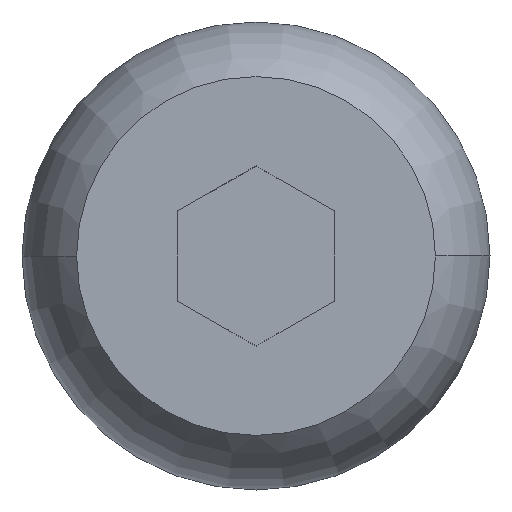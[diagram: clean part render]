
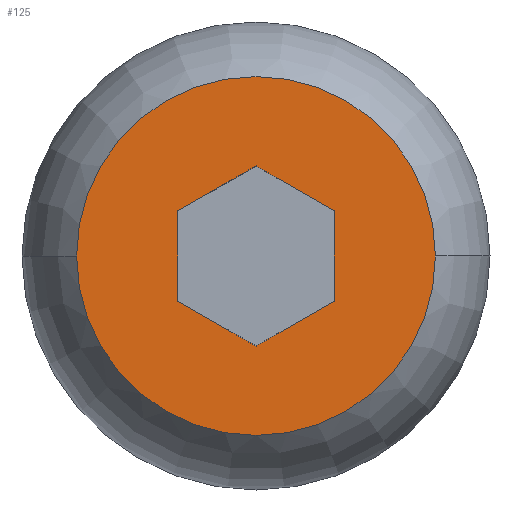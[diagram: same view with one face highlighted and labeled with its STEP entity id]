
A CAD part, left-side view. The second image highlights one B-rep face of the part: STEP entity #125.
In plain terms, the highlighted planar face has unit normal (-1, 0, 0).
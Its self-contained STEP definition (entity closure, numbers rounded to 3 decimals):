
#9 = CARTESIAN_POINT ( 'NONE',  ( 0., 0., -1.443 ) ) ;
#14 = ORIENTED_EDGE ( 'NONE', *, *, #669, .F. ) ;
#19 = CARTESIAN_POINT ( 'NONE',  ( 0., 0., -1.443 ) ) ;
#23 = DIRECTION ( 'NONE',  ( 0., 0.866, -0.5 ) ) ;
#27 = LINE ( 'NONE', #78, #560 ) ;
#40 = CARTESIAN_POINT ( 'NONE',  ( 0., 0., 0. ) ) ;
#56 = CARTESIAN_POINT ( 'NONE',  ( 0., -1.25, -0.722 ) ) ;
#65 = EDGE_LOOP ( 'NONE', ( #122, #390, #176, #397, #223, #529 ) ) ;
#78 = CARTESIAN_POINT ( 'NONE',  ( 0., 0., 1.443 ) ) ;
#89 = PLANE ( 'NONE',  #623 ) ;
#95 = DIRECTION ( 'NONE',  ( -1., 0., 0. ) ) ;
#114 = LINE ( 'NONE', #419, #274 ) ;
#116 = VERTEX_POINT ( 'NONE', #9 ) ;
#122 = ORIENTED_EDGE ( 'NONE', *, *, #628, .F. ) ;
#125 = ADVANCED_FACE ( 'NONE', ( #596, #646 ), #89, .T. ) ;
#158 = LINE ( 'NONE', #577, #585 ) ;
#164 = VECTOR ( 'NONE', #234, 1000. ) ;
#176 = ORIENTED_EDGE ( 'NONE', *, *, #600, .F. ) ;
#177 = CARTESIAN_POINT ( 'NONE',  ( 0., -1.25, 0.722 ) ) ;
#186 = LINE ( 'NONE', #437, #206 ) ;
#206 = VECTOR ( 'NONE', #382, 1000. ) ;
#223 = ORIENTED_EDGE ( 'NONE', *, *, #528, .F. ) ;
#227 = VERTEX_POINT ( 'NONE', #304 ) ;
#234 = DIRECTION ( 'NONE',  ( 0., -0.866, -0.5 ) ) ;
#258 = DIRECTION ( 'NONE',  ( 0., -1., 0. ) ) ;
#267 = CIRCLE ( 'NONE', #598, 2.875 ) ;
#274 = VECTOR ( 'NONE', #321, 1000. ) ;
#278 = VERTEX_POINT ( 'NONE', #524 ) ;
#287 = CIRCLE ( 'NONE', #459, 2.875 ) ;
#304 = CARTESIAN_POINT ( 'NONE',  ( 0., 1.25, -0.722 ) ) ;
#305 = VERTEX_POINT ( 'NONE', #56 ) ;
#316 = EDGE_LOOP ( 'NONE', ( #14, #423 ) ) ;
#321 = DIRECTION ( 'NONE',  ( 0., 0., -1. ) ) ;
#330 = VERTEX_POINT ( 'NONE', #572 ) ;
#331 = DIRECTION ( 'NONE',  ( 1., 0., 0. ) ) ;
#336 = DIRECTION ( 'NONE',  ( 0., 1., 0. ) ) ;
#374 = CARTESIAN_POINT ( 'NONE',  ( 0., -2.875, 0. ) ) ;
#382 = DIRECTION ( 'NONE',  ( 0., 0., 1. ) ) ;
#383 = EDGE_CURVE ( 'NONE', #629, #330, #158, .T. ) ;
#388 = EDGE_CURVE ( 'NONE', #278, #227, #114, .T. ) ;
#390 = ORIENTED_EDGE ( 'NONE', *, *, #383, .F. ) ;
#393 = CARTESIAN_POINT ( 'NONE',  ( 0., 1.25, -0.722 ) ) ;
#397 = ORIENTED_EDGE ( 'NONE', *, *, #478, .F. ) ;
#419 = CARTESIAN_POINT ( 'NONE',  ( 0., 1.25, 0.722 ) ) ;
#423 = ORIENTED_EDGE ( 'NONE', *, *, #517, .F. ) ;
#425 = VERTEX_POINT ( 'NONE', #642 ) ;
#437 = CARTESIAN_POINT ( 'NONE',  ( 0., -1.25, -0.722 ) ) ;
#440 = DIRECTION ( 'NONE',  ( 0., 1., 0. ) ) ;
#441 = DIRECTION ( 'NONE',  ( 0., -0.866, 0.5 ) ) ;
#445 = LINE ( 'NONE', #393, #164 ) ;
#459 = AXIS2_PLACEMENT_3D ( 'NONE', #581, #331, #440 ) ;
#473 = DIRECTION ( 'NONE',  ( 0., 0.866, 0.5 ) ) ;
#478 = EDGE_CURVE ( 'NONE', #116, #305, #541, .T. ) ;
#490 = DIRECTION ( 'NONE',  ( 1., 0., 0. ) ) ;
#517 = EDGE_CURVE ( 'NONE', #619, #425, #267, .T. ) ;
#524 = CARTESIAN_POINT ( 'NONE',  ( 0., 1.25, 0.722 ) ) ;
#528 = EDGE_CURVE ( 'NONE', #227, #116, #445, .T. ) ;
#529 = ORIENTED_EDGE ( 'NONE', *, *, #388, .F. ) ;
#541 = LINE ( 'NONE', #19, #624 ) ;
#557 = CARTESIAN_POINT ( 'NONE',  ( 0., 0., 0. ) ) ;
#560 = VECTOR ( 'NONE', #23, 1000. ) ;
#572 = CARTESIAN_POINT ( 'NONE',  ( 0., 0., 1.443 ) ) ;
#577 = CARTESIAN_POINT ( 'NONE',  ( 0., -1.25, 0.722 ) ) ;
#581 = CARTESIAN_POINT ( 'NONE',  ( 0., 0., 0. ) ) ;
#585 = VECTOR ( 'NONE', #473, 1000. ) ;
#596 = FACE_BOUND ( 'NONE', #65, .T. ) ;
#598 = AXIS2_PLACEMENT_3D ( 'NONE', #557, #490, #336 ) ;
#600 = EDGE_CURVE ( 'NONE', #305, #629, #186, .T. ) ;
#619 = VERTEX_POINT ( 'NONE', #374 ) ;
#623 = AXIS2_PLACEMENT_3D ( 'NONE', #40, #95, #258 ) ;
#624 = VECTOR ( 'NONE', #441, 1000. ) ;
#628 = EDGE_CURVE ( 'NONE', #330, #278, #27, .T. ) ;
#629 = VERTEX_POINT ( 'NONE', #177 ) ;
#642 = CARTESIAN_POINT ( 'NONE',  ( 0., 2.875, 0. ) ) ;
#646 = FACE_OUTER_BOUND ( 'NONE', #316, .T. ) ;
#669 = EDGE_CURVE ( 'NONE', #425, #619, #287, .T. ) ;
